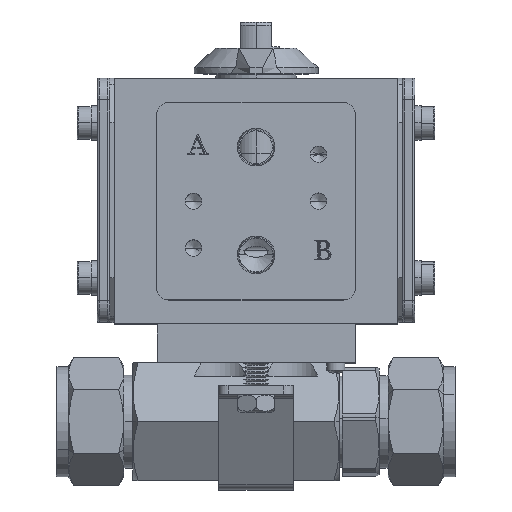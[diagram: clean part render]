
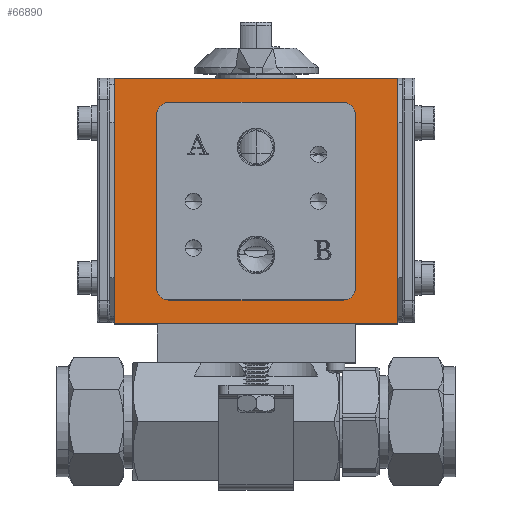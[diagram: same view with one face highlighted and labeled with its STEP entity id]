
A CAD part, top view. The second image highlights one B-rep face of the part: STEP entity #66890.
In plain terms, the highlighted planar face has unit normal (0, 0, 1).
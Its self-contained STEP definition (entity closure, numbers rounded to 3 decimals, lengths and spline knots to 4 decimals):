
#1110 = CARTESIAN_POINT ( 'NONE',  ( 0.88, 1.2248, 1. ) ) ;
#3918 = CARTESIAN_POINT ( 'NONE',  ( -0.88, 3.0948, 1. ) ) ;
#4111 = CIRCLE ( 'NONE', #110178, 0.12 ) ;
#4553 = VERTEX_POINT ( 'NONE', #1110 ) ;
#6082 = DIRECTION ( 'NONE',  ( 0., 1., 0. ) ) ;
#7202 = VERTEX_POINT ( 'NONE', #82562 ) ;
#8503 = VECTOR ( 'NONE', #24445, 39.3701 ) ;
#8672 = EDGE_CURVE ( 'NONE', #9902, #7202, #71297, .T. ) ;
#9752 = PLANE ( 'NONE',  #110773 ) ;
#9902 = VERTEX_POINT ( 'NONE', #93779 ) ;
#10280 = VERTEX_POINT ( 'NONE', #37154 ) ;
#10943 = ORIENTED_EDGE ( 'NONE', *, *, #101555, .T. ) ;
#11669 = EDGE_CURVE ( 'NONE', #20273, #13613, #92426, .T. ) ;
#12946 = DIRECTION ( 'NONE',  ( 0., 1., 0. ) ) ;
#13542 = VECTOR ( 'NONE', #47248, 39.3701 ) ;
#13613 = VERTEX_POINT ( 'NONE', #72785 ) ;
#15168 = CARTESIAN_POINT ( 'NONE',  ( -1., 1.2248, 1. ) ) ;
#15333 = CARTESIAN_POINT ( 'NONE',  ( -1.43, 3.4548, 1. ) ) ;
#17934 = LINE ( 'NONE', #93484, #42650 ) ;
#18549 = CIRCLE ( 'NONE', #71056, 0.12 ) ;
#20273 = VERTEX_POINT ( 'NONE', #114811 ) ;
#21815 = ORIENTED_EDGE ( 'NONE', *, *, #81502, .T. ) ;
#24445 = DIRECTION ( 'NONE',  ( 1., 0., 0. ) ) ;
#24594 = EDGE_LOOP ( 'NONE', ( #37674, #79371, #106287, #50827 ) ) ;
#24981 = LINE ( 'NONE', #73214, #116333 ) ;
#27680 = ORIENTED_EDGE ( 'NONE', *, *, #40265, .F. ) ;
#28874 = VECTOR ( 'NONE', #79741, 39.3701 ) ;
#31922 = ORIENTED_EDGE ( 'NONE', *, *, #60642, .F. ) ;
#34983 = DIRECTION ( 'NONE',  ( -1., 0., 0. ) ) ;
#37154 = CARTESIAN_POINT ( 'NONE',  ( -1.43, 0.9848, 1. ) ) ;
#37674 = ORIENTED_EDGE ( 'NONE', *, *, #98591, .T. ) ;
#38402 = ORIENTED_EDGE ( 'NONE', *, *, #100347, .F. ) ;
#38415 = LINE ( 'NONE', #111469, #105525 ) ;
#39068 = EDGE_LOOP ( 'NONE', ( #31922, #21815, #27680, #52926, #104198, #10943, #38402, #64279 ) ) ;
#40265 = EDGE_CURVE ( 'NONE', #66053, #106551, #24981, .T. ) ;
#42650 = VECTOR ( 'NONE', #54788, 39.3701 ) ;
#43708 = CARTESIAN_POINT ( 'NONE',  ( -0.88, 1.2248, 1. ) ) ;
#44704 = CARTESIAN_POINT ( 'NONE',  ( 1., 3.2148, 1. ) ) ;
#47058 = EDGE_CURVE ( 'NONE', #66053, #7202, #91637, .T. ) ;
#47248 = DIRECTION ( 'NONE',  ( 0., 1., 0. ) ) ;
#48221 = EDGE_CURVE ( 'NONE', #53566, #10280, #38415, .T. ) ;
#48280 = DIRECTION ( 'NONE',  ( 0., 0., -1. ) ) ;
#50827 = ORIENTED_EDGE ( 'NONE', *, *, #11669, .T. ) ;
#52926 = ORIENTED_EDGE ( 'NONE', *, *, #47058, .T. ) ;
#53566 = VERTEX_POINT ( 'NONE', #81275 ) ;
#54788 = DIRECTION ( 'NONE',  ( 0., -1., 0. ) ) ;
#55215 = CIRCLE ( 'NONE', #93706, 0.12 ) ;
#58645 = DIRECTION ( 'NONE',  ( 0., -1., 0. ) ) ;
#58781 = DIRECTION ( 'NONE',  ( 0., 1., 0. ) ) ;
#60642 = EDGE_CURVE ( 'NONE', #68523, #78476, #17934, .T. ) ;
#61182 = DIRECTION ( 'NONE',  ( 0., 0., -1. ) ) ;
#64279 = ORIENTED_EDGE ( 'NONE', *, *, #69651, .T. ) ;
#65307 = VECTOR ( 'NONE', #84688, 39.3701 ) ;
#66053 = VERTEX_POINT ( 'NONE', #105892 ) ;
#66890 = ADVANCED_FACE ( 'NONE', ( #114390, #90549 ), #9752, .F. ) ;
#67177 = DIRECTION ( 'NONE',  ( 0., 0., -1. ) ) ;
#68177 = DIRECTION ( 'NONE',  ( 0., 0., -1. ) ) ;
#68523 = VERTEX_POINT ( 'NONE', #91988 ) ;
#69651 = EDGE_CURVE ( 'NONE', #81727, #78476, #55215, .T. ) ;
#71056 = AXIS2_PLACEMENT_3D ( 'NONE', #3918, #68177, #12946 ) ;
#71297 = LINE ( 'NONE', #44704, #13542 ) ;
#72785 = CARTESIAN_POINT ( 'NONE',  ( -1.43, 3.4548, 1. ) ) ;
#73214 = CARTESIAN_POINT ( 'NONE',  ( -1., 3.2148, 1. ) ) ;
#78476 = VERTEX_POINT ( 'NONE', #103659 ) ;
#79371 = ORIENTED_EDGE ( 'NONE', *, *, #48221, .F. ) ;
#79568 = CARTESIAN_POINT ( 'NONE',  ( 0.88, 3.0948, 1. ) ) ;
#79741 = DIRECTION ( 'NONE',  ( 0., -1., 0. ) ) ;
#81275 = CARTESIAN_POINT ( 'NONE',  ( 1.43, 0.9848, 1. ) ) ;
#81498 = EDGE_CURVE ( 'NONE', #20273, #53566, #97605, .T. ) ;
#81502 = EDGE_CURVE ( 'NONE', #68523, #106551, #18549, .T. ) ;
#81727 = VERTEX_POINT ( 'NONE', #43708 ) ;
#82562 = CARTESIAN_POINT ( 'NONE',  ( 1., 3.0948, 1. ) ) ;
#84688 = DIRECTION ( 'NONE',  ( -1., 0., 0. ) ) ;
#85905 = CARTESIAN_POINT ( 'NONE',  ( -0.88, 1.3448, 1. ) ) ;
#86149 = CARTESIAN_POINT ( 'NONE',  ( 1.43, 3.4548, 1. ) ) ;
#86811 = DIRECTION ( 'NONE',  ( 0., 0., -1. ) ) ;
#87572 = LINE ( 'NONE', #15168, #8503 ) ;
#90549 = FACE_BOUND ( 'NONE', #39068, .T. ) ;
#91637 = CIRCLE ( 'NONE', #104714, 0.12 ) ;
#91988 = CARTESIAN_POINT ( 'NONE',  ( -1., 3.0948, 1. ) ) ;
#92426 = LINE ( 'NONE', #98471, #65307 ) ;
#93484 = CARTESIAN_POINT ( 'NONE',  ( -1., 3.2148, 1. ) ) ;
#93706 = AXIS2_PLACEMENT_3D ( 'NONE', #85905, #48280, #58781 ) ;
#93779 = CARTESIAN_POINT ( 'NONE',  ( 1., 1.3448, 1. ) ) ;
#97605 = LINE ( 'NONE', #86149, #112963 ) ;
#98471 = CARTESIAN_POINT ( 'NONE',  ( 1.43, 3.4548, 1. ) ) ;
#98591 = EDGE_CURVE ( 'NONE', #13613, #10280, #104775, .T. ) ;
#100241 = DIRECTION ( 'NONE',  ( 0., 1., 0. ) ) ;
#100347 = EDGE_CURVE ( 'NONE', #81727, #4553, #87572, .T. ) ;
#101555 = EDGE_CURVE ( 'NONE', #9902, #4553, #4111, .T. ) ;
#103659 = CARTESIAN_POINT ( 'NONE',  ( -1., 1.3448, 1. ) ) ;
#104198 = ORIENTED_EDGE ( 'NONE', *, *, #8672, .F. ) ;
#104714 = AXIS2_PLACEMENT_3D ( 'NONE', #79568, #86811, #118235 ) ;
#104775 = LINE ( 'NONE', #15333, #28874 ) ;
#105525 = VECTOR ( 'NONE', #110493, 39.3701 ) ;
#105892 = CARTESIAN_POINT ( 'NONE',  ( 0.88, 3.2148, 1. ) ) ;
#106287 = ORIENTED_EDGE ( 'NONE', *, *, #81498, .F. ) ;
#106551 = VERTEX_POINT ( 'NONE', #117310 ) ;
#110178 = AXIS2_PLACEMENT_3D ( 'NONE', #115387, #61182, #6082 ) ;
#110493 = DIRECTION ( 'NONE',  ( -1., 0., 0. ) ) ;
#110773 = AXIS2_PLACEMENT_3D ( 'NONE', #114823, #67177, #100241 ) ;
#111469 = CARTESIAN_POINT ( 'NONE',  ( 1.43, 0.9848, 1. ) ) ;
#112963 = VECTOR ( 'NONE', #58645, 39.3701 ) ;
#114390 = FACE_OUTER_BOUND ( 'NONE', #24594, .T. ) ;
#114811 = CARTESIAN_POINT ( 'NONE',  ( 1.43, 3.4548, 1. ) ) ;
#114823 = CARTESIAN_POINT ( 'NONE',  ( 1.43, 3.4548, 1. ) ) ;
#115387 = CARTESIAN_POINT ( 'NONE',  ( 0.88, 1.3448, 1. ) ) ;
#116333 = VECTOR ( 'NONE', #34983, 39.3701 ) ;
#117310 = CARTESIAN_POINT ( 'NONE',  ( -0.88, 3.2148, 1. ) ) ;
#118235 = DIRECTION ( 'NONE',  ( 0., 1., 0. ) ) ;
